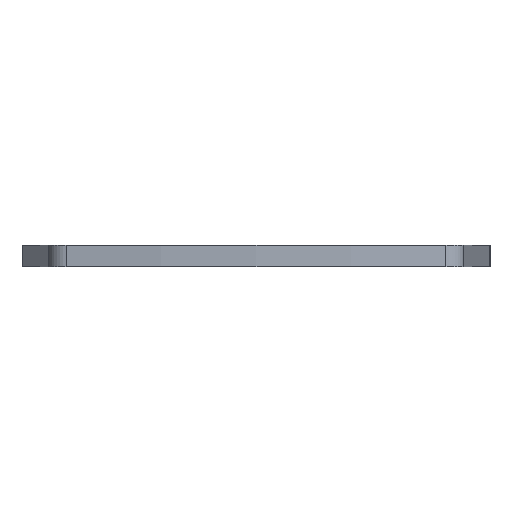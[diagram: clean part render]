
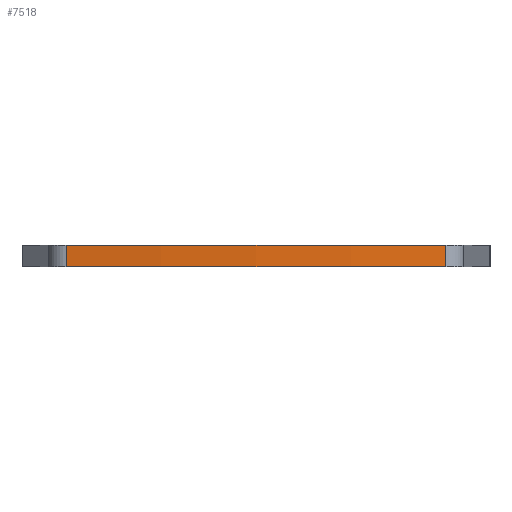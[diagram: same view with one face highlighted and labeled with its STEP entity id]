
A CAD part, front view. The second image highlights one B-rep face of the part: STEP entity #7518.
In plain terms, the highlighted cylindrical face has radius 381 mm (diameter 762 mm), a partial arc.
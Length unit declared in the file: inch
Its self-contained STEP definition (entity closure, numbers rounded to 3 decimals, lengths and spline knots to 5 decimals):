
#8 = CARTESIAN_POINT ( 'NONE',  ( 2.22458, -1.43474, 0.25 ) ) ;
#115 = VECTOR ( 'NONE', #2411, 39.37008 ) ;
#360 = CARTESIAN_POINT ( 'NONE',  ( 0., 13.39939, 0.25 ) ) ;
#665 = CARTESIAN_POINT ( 'NONE',  ( 0., 13.39939, 0. ) ) ;
#687 = ORIENTED_EDGE ( 'NONE', *, *, #4890, .T. ) ;
#915 = CARTESIAN_POINT ( 'NONE',  ( 0., 13.39939, 0.25 ) ) ;
#1110 = CARTESIAN_POINT ( 'NONE',  ( -2.22458, -1.43474, 0. ) ) ;
#1343 = CARTESIAN_POINT ( 'NONE',  ( -2.22458, -1.43474, 0.25 ) ) ;
#1512 = VECTOR ( 'NONE', #3733, 39.37008 ) ;
#2111 = VERTEX_POINT ( 'NONE', #7370 ) ;
#2130 = CIRCLE ( 'NONE', #6519, 15. ) ;
#2411 = DIRECTION ( 'NONE',  ( 0., 0., -1. ) ) ;
#2754 = CIRCLE ( 'NONE', #7144, 15. ) ;
#2760 = DIRECTION ( 'NONE',  ( 0., 0., -1. ) ) ;
#3066 = DIRECTION ( 'NONE',  ( 0., 0., 1. ) ) ;
#3303 = DIRECTION ( 'NONE',  ( 0., 0., 1. ) ) ;
#3343 = FACE_OUTER_BOUND ( 'NONE', #3389, .T. ) ;
#3389 = EDGE_LOOP ( 'NONE', ( #6107, #7539, #6875, #687 ) ) ;
#3570 = VERTEX_POINT ( 'NONE', #5261 ) ;
#3733 = DIRECTION ( 'NONE',  ( 0., 0., -1. ) ) ;
#4173 = VERTEX_POINT ( 'NONE', #4913 ) ;
#4634 = EDGE_CURVE ( 'NONE', #4173, #3570, #2130, .T. ) ;
#4890 = EDGE_CURVE ( 'NONE', #4173, #5978, #6721, .T. ) ;
#4913 = CARTESIAN_POINT ( 'NONE',  ( -2.22458, -1.43474, 0.25 ) ) ;
#5157 = DIRECTION ( 'NONE',  ( -1., 0., 0. ) ) ;
#5261 = CARTESIAN_POINT ( 'NONE',  ( 2.22458, -1.43474, 0.25 ) ) ;
#5387 = LINE ( 'NONE', #8, #115 ) ;
#5461 = DIRECTION ( 'NONE',  ( 1., 0., 0. ) ) ;
#5694 = DIRECTION ( 'NONE',  ( 1., 0., 0. ) ) ;
#5737 = CYLINDRICAL_SURFACE ( 'NONE', #6420, 15. ) ;
#5978 = VERTEX_POINT ( 'NONE', #1110 ) ;
#6031 = EDGE_CURVE ( 'NONE', #3570, #2111, #5387, .T. ) ;
#6066 = EDGE_CURVE ( 'NONE', #5978, #2111, #2754, .T. ) ;
#6107 = ORIENTED_EDGE ( 'NONE', *, *, #6066, .T. ) ;
#6420 = AXIS2_PLACEMENT_3D ( 'NONE', #360, #2760, #5157 ) ;
#6519 = AXIS2_PLACEMENT_3D ( 'NONE', #915, #3303, #5694 ) ;
#6721 = LINE ( 'NONE', #1343, #1512 ) ;
#6875 = ORIENTED_EDGE ( 'NONE', *, *, #4634, .F. ) ;
#7144 = AXIS2_PLACEMENT_3D ( 'NONE', #665, #3066, #5461 ) ;
#7370 = CARTESIAN_POINT ( 'NONE',  ( 2.22458, -1.43474, 0. ) ) ;
#7518 = ADVANCED_FACE ( 'NONE', ( #3343 ), #5737, .T. ) ;
#7539 = ORIENTED_EDGE ( 'NONE', *, *, #6031, .F. ) ;
